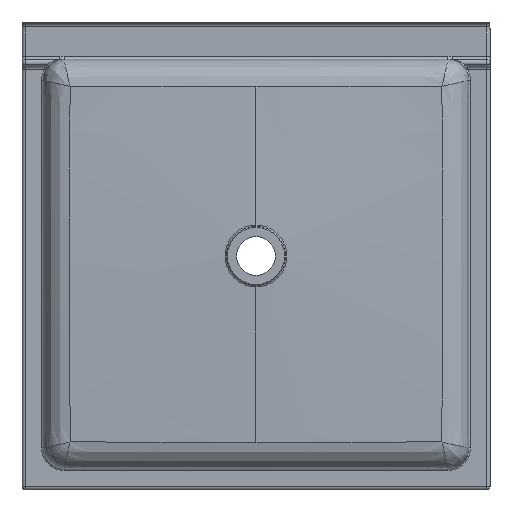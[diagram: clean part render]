
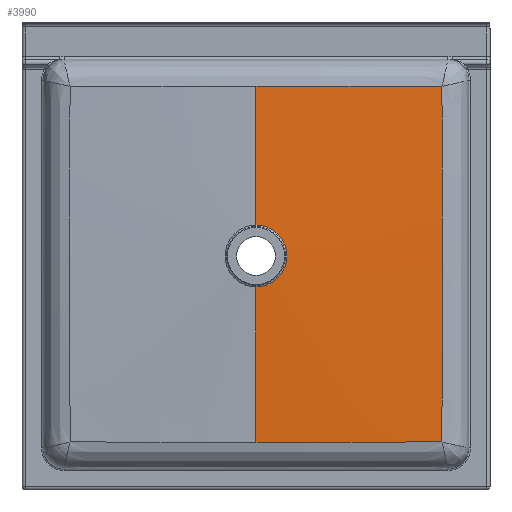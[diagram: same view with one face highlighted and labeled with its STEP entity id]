
A CAD part, front view. The second image highlights one B-rep face of the part: STEP entity #3990.
In plain terms, the highlighted conical face has half-angle 88 degrees and reference radius 59.674 mm.
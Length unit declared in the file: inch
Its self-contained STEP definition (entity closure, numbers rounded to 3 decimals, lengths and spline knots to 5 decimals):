
#99 = CARTESIAN_POINT ( 'NONE',  ( 14.3113, -3.54319, -9.74432 ) ) ;
#108 = CARTESIAN_POINT ( 'NONE',  ( 11.92101, -3.53045, 13.05473 ) ) ;
#135 = CARTESIAN_POINT ( 'NONE',  ( 14.30696, -3.49755, 11.91044 ) ) ;
#601 = CARTESIAN_POINT ( 'NONE',  ( 0., -4.06492, 2.34936 ) ) ;
#671 = CARTESIAN_POINT ( 'NONE',  ( 14.30244, -3.44063, -14.30244 ) ) ;
#709 = CARTESIAN_POINT ( 'NONE',  ( 14.31605, -3.58616, 7.35199 ) ) ;
#734 = CARTESIAN_POINT ( 'NONE',  ( 11.91899, -3.49755, -14.30696 ) ) ;
#945 = LINE ( 'NONE', #3291, #2542 ) ;
#978 = DIRECTION ( 'NONE',  ( 0., 1., 0. ) ) ;
#1139 = AXIS2_PLACEMENT_3D ( 'NONE', #6229, #978, #3321 ) ;
#1283 = CARTESIAN_POINT ( 'NONE',  ( 14.32388, -3.64496, 1.6532 ) ) ;
#1294 = CARTESIAN_POINT ( 'NONE',  ( 0., -3.69041, 13.07416 ) ) ;
#1305 = CARTESIAN_POINT ( 'NONE',  ( 5.95995, -3.60665, -14.31855 ) ) ;
#1343 = CARTESIAN_POINT ( 'NONE',  ( 0., -3.64675, -14.32416 ) ) ;
#1403 = VERTEX_POINT ( 'NONE', #6969 ) ;
#1548 = VERTEX_POINT ( 'NONE', #4333 ) ;
#1770 = EDGE_CURVE ( 'NONE', #4354, #3395, #5852, .T. ) ;
#1863 = CARTESIAN_POINT ( 'NONE',  ( 14.32285, -3.63805, -2.90629 ) ) ;
#1872 = CARTESIAN_POINT ( 'NONE',  ( 4.76897, -3.66279, 13.06987 ) ) ;
#1884 = CARTESIAN_POINT ( 'NONE',  ( 1.19209, -3.64675, -14.32416 ) ) ;
#1930 = DIRECTION ( 'NONE',  ( 0., -1., 0. ) ) ;
#2299 = CIRCLE ( 'NONE', #6586, 2.37809 ) ;
#2302 = CARTESIAN_POINT ( 'NONE',  ( 0., -4.06392, 2.37809 ) ) ;
#2377 = ORIENTED_EDGE ( 'NONE', *, *, #4508, .T. ) ;
#2441 = CARTESIAN_POINT ( 'NONE',  ( 14.31361, -3.56483, -8.60473 ) ) ;
#2451 = CARTESIAN_POINT ( 'NONE',  ( 9.53713, -3.58316, 13.05987 ) ) ;
#2475 = CARTESIAN_POINT ( 'NONE',  ( 14.30479, -3.47079, 13.04998 ) ) ;
#2542 = VECTOR ( 'NONE', #5629, 39.37008 ) ;
#2814 = VERTEX_POINT ( 'NONE', #5278 ) ;
#2946 = DIRECTION ( 'NONE',  ( 0., 0.035, 0.999 ) ) ;
#3015 = CARTESIAN_POINT ( 'NONE',  ( 14.30453, -3.46872, -13.16295 ) ) ;
#3023 = CARTESIAN_POINT ( 'NONE',  ( 14.30479, -3.47079, 13.04998 ) ) ;
#3053 = CARTESIAN_POINT ( 'NONE',  ( 14.3138, -3.56672, 8.49164 ) ) ;
#3073 = CARTESIAN_POINT ( 'NONE',  ( 13.11073, -3.47001, -14.30463 ) ) ;
#3291 = CARTESIAN_POINT ( 'NONE',  ( 0., -4.06492, -2.34936 ) ) ;
#3321 = DIRECTION ( 'NONE',  ( 0., 0., 1. ) ) ;
#3395 = VERTEX_POINT ( 'NONE', #4464 ) ;
#3399 = ORIENTED_EDGE ( 'NONE', *, *, #5980, .F. ) ;
#3635 = CARTESIAN_POINT ( 'NONE',  ( 14.3217, -3.6298, 3.93283 ) ) ;
#3655 = CARTESIAN_POINT ( 'NONE',  ( 8.34365, -3.56959, -14.31413 ) ) ;
#3664 = VERTEX_POINT ( 'NONE', #1343 ) ;
#3854 = EDGE_CURVE ( 'NONE', #2814, #3395, #6303, .T. ) ;
#3902 = FACE_OUTER_BOUND ( 'NONE', #5035, .T. ) ;
#3990 = ADVANCED_FACE ( 'NONE', ( #3902 ), #4457, .T. ) ;
#4117 = B_SPLINE_CURVE_WITH_KNOTS ( 'NONE', 3,
 ( #7129, #1884, #4231, #6558, #1305, #3655, #5983, #734, #3073, #5411 ),
 .UNSPECIFIED., .F., .F.,
 ( 4, 2, 2, 2, 4 ),
 ( 0.36332, 0.45416, 0.54499, 0.63583, 0.72666 ),
 .UNSPECIFIED. ) ;
#4208 = CARTESIAN_POINT ( 'NONE',  ( 14.32383, -3.64455, -1.76648 ) ) ;
#4218 = CARTESIAN_POINT ( 'NONE',  ( 2.38461, -3.68465, 13.07319 ) ) ;
#4231 = CARTESIAN_POINT ( 'NONE',  ( 2.38412, -3.64151, -14.32336 ) ) ;
#4278 = DIRECTION ( 'NONE',  ( 0., 0., -1. ) ) ;
#4333 = CARTESIAN_POINT ( 'NONE',  ( 0., -4.06392, -2.37809 ) ) ;
#4354 = VERTEX_POINT ( 'NONE', #2302 ) ;
#4457 = CONICAL_SURFACE ( 'NONE', #1139, 2.34936, 1.536 ) ;
#4459 = ORIENTED_EDGE ( 'NONE', *, *, #1770, .F. ) ;
#4464 = CARTESIAN_POINT ( 'NONE',  ( 0., -3.69041, 13.07416 ) ) ;
#4508 = EDGE_CURVE ( 'NONE', #3664, #1403, #4117, .T. ) ;
#4558 = B_SPLINE_CURVE_WITH_KNOTS ( 'NONE', 3,
 ( #671, #3015, #5352, #99, #2441, #4782, #7108, #1863, #4208, #6537, #1283, #3635, #5963, #709, #3053, #5392, #135, #2475 ),
 .UNSPECIFIED., .F., .F.,
 ( 4, 2, 2, 2, 2, 2, 2, 2, 4 ),
 ( 0., 0.08685, 0.1737, 0.26055, 0.34741, 0.43426, 0.52111, 0.60796, 0.69481 ),
 .UNSPECIFIED. ) ;
#4641 = VECTOR ( 'NONE', #2946, 39.37008 ) ;
#4782 = CARTESIAN_POINT ( 'NONE',  ( 14.31791, -3.6015, -6.32546 ) ) ;
#4793 = CARTESIAN_POINT ( 'NONE',  ( 8.34515, -3.6069, 13.06255 ) ) ;
#4888 = ORIENTED_EDGE ( 'NONE', *, *, #3854, .T. ) ;
#5035 = EDGE_LOOP ( 'NONE', ( #3399, #5218, #2377, #5728, #4888, #4459 ) ) ;
#5218 = ORIENTED_EDGE ( 'NONE', *, *, #5421, .T. ) ;
#5278 = CARTESIAN_POINT ( 'NONE',  ( 14.30479, -3.47079, 13.04998 ) ) ;
#5352 = CARTESIAN_POINT ( 'NONE',  ( 14.30676, -3.49513, -12.02343 ) ) ;
#5362 = CARTESIAN_POINT ( 'NONE',  ( 13.11291, -3.50149, 13.05226 ) ) ;
#5392 = CARTESIAN_POINT ( 'NONE',  ( 14.30925, -3.52241, 10.77086 ) ) ;
#5411 = CARTESIAN_POINT ( 'NONE',  ( 14.30244, -3.44063, -14.30244 ) ) ;
#5421 = EDGE_CURVE ( 'NONE', #1548, #3664, #945, .T. ) ;
#5497 = EDGE_CURVE ( 'NONE', #1403, #2814, #4558, .T. ) ;
#5629 = DIRECTION ( 'NONE',  ( 0., 0.035, -0.999 ) ) ;
#5728 = ORIENTED_EDGE ( 'NONE', *, *, #5497, .T. ) ;
#5852 = LINE ( 'NONE', #601, #4641 ) ;
#5963 = CARTESIAN_POINT ( 'NONE',  ( 14.32001, -3.61771, 5.07259 ) ) ;
#5980 = EDGE_CURVE ( 'NONE', #1548, #4354, #2299, .T. ) ;
#5983 = CARTESIAN_POINT ( 'NONE',  ( 9.53545, -3.54735, -14.31171 ) ) ;
#6229 = CARTESIAN_POINT ( 'NONE',  ( 0., -4.06492, 0. ) ) ;
#6303 = B_SPLINE_CURVE_WITH_KNOTS ( 'NONE', 3,
 ( #3023, #5362, #108, #2451, #4793, #7116, #1872, #4218, #6545, #1294 ),
 .UNSPECIFIED., .F., .F.,
 ( 4, 2, 2, 2, 4 ),
 ( 0., 0.09085, 0.18169, 0.27254, 0.36338 ),
 .UNSPECIFIED. ) ;
#6537 = CARTESIAN_POINT ( 'NONE',  ( 14.32435, -3.64801, 0.51327 ) ) ;
#6545 = CARTESIAN_POINT ( 'NONE',  ( 1.19235, -3.69041, 13.07416 ) ) ;
#6558 = CARTESIAN_POINT ( 'NONE',  ( 4.76805, -3.62144, -14.32054 ) ) ;
#6586 = AXIS2_PLACEMENT_3D ( 'NONE', #7174, #1930, #4278 ) ;
#6969 = CARTESIAN_POINT ( 'NONE',  ( 14.30244, -3.44063, -14.30244 ) ) ;
#7108 = CARTESIAN_POINT ( 'NONE',  ( 14.31988, -3.61651, -5.18578 ) ) ;
#7116 = CARTESIAN_POINT ( 'NONE',  ( 5.96107, -3.64673, 13.06755 ) ) ;
#7129 = CARTESIAN_POINT ( 'NONE',  ( 0., -3.64675, -14.32416 ) ) ;
#7174 = CARTESIAN_POINT ( 'NONE',  ( 0., -4.06392, 0. ) ) ;
